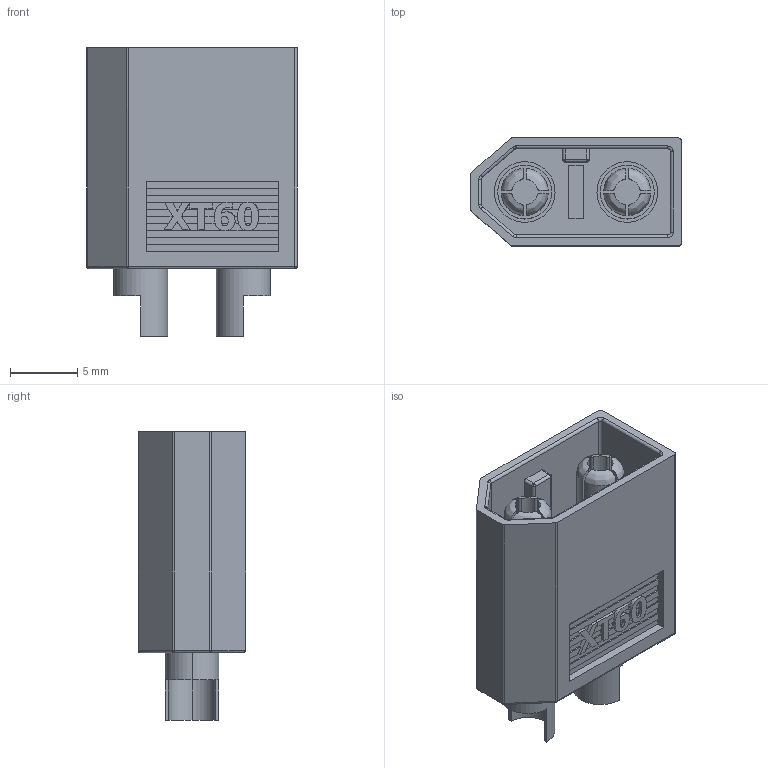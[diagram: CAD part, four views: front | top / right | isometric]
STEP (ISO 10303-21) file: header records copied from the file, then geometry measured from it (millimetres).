
FILE_DESCRIPTION (( 'STEP AP214' ), '1' );
FILE_NAME ('XT60 Stecker.STEP', '2016-05-24T21:05:14', ( '' ), ( '' ), 'SwSTEP 2.0', 'SolidWorks 2016', '' );
FILE_SCHEMA (( 'AUTOMOTIVE_DESIGN' ));
Length unit declared in the file: millimetre
Products named in the file (1): XT60 Stecker
Bounding box: 15.6 x 8 x 21.4 mm (x, y, z)
Volume: 1138.7 mm3; surface area: 2183.5 mm2
Topology: 1 solids, 1 shells, 405 faces, 1124 edges, 725 vertices
Faces by surface type: plane 228, bspline 92, cylinder 81, cone 4
Entity records: 18025 total; most frequent: CARTESIAN_POINT 3831, ORIENTED_EDGE 2208, DIRECTION 1711, EDGE_CURVE 1104, VERTEX_POINT 725, VECTOR 711, LINE 711, AXIS2_PLACEMENT_3D 500
